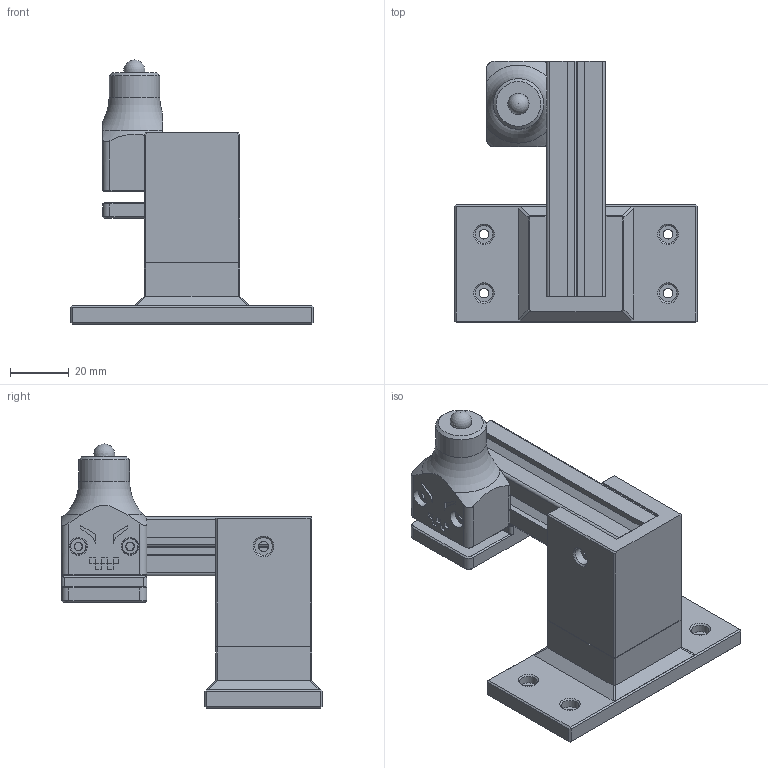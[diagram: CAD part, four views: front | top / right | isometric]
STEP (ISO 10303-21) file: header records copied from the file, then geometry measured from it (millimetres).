
FILE_DESCRIPTION(/* description */ (''),/* implementation_level */ '2;1');
FILE_NAME(/* name */ 'Swivel Base Sex Ball Probe.step',/* time_stamp */ '2024-10-21T17:59:30-07:00',/* author */ (''),/* organization */ (''),/* preprocessor_version */ 'ST-DEVELOPER v20',/* originating_system */ 'Autodesk Translation Framework v13.20.0.188',/* authorisation */ '');
FILE_SCHEMA (('AUTOMOTIVE_DESIGN { 1 0 10303 214 3 1 1 }'));
Length unit declared in the file: millimetre
Products named in the file (8): Swivel Base Sex Ball Probe; Ball probe; Omron_D2F_F; 5x30 Shaft; JST 3pin Recepticle; M3x20 SHCS (19); M3x20 SHCS (18); M3 Threaded Insert (57)
Assembly tree (7 placements, depth 3):
  Swivel Base Sex Ball Probe
    Ball probe
      Omron_D2F_F
      5x30 Shaft
      JST 3pin Recepticle
      M3x20 SHCS (19)
      M3x20 SHCS (18)
    M3 Threaded Insert (57)
Bounding box: 82.6 x 88.7 x 89.83 mm (x, y, z)
Volume: 111283.4 mm3; surface area: 47504 mm2
Topology: 18 solids, 18 shells, 808 faces, 2034 edges, 1297 vertices
Faces by surface type: plane 478, cylinder 185, bspline 86, cone 55, sphere 3, torus 1
Full cylindrical faces by diameter (mm): 1.6 x2, 2 x1, 2.35 x35, 2.9 x1, 3 x38, 3.2 x6, 3.4 x6, 4.2 x2, 4.25 x1, 4.36 x1, 4.6 x1, 4.7 x1, 5.45 x1, 5.5 x3, 6 x10, 6.66 x1, 7.2 x1, 15 x1, 15.5 x1, 17.2 x1
Entity records: 33433 total; most frequent: CARTESIAN_POINT 14726, ORIENTED_EDGE 4064, DIRECTION 3396, EDGE_CURVE 2032, VERTEX_POINT 1297, LINE 1228, VECTOR 1228, AXIS2_PLACEMENT_3D 1084
